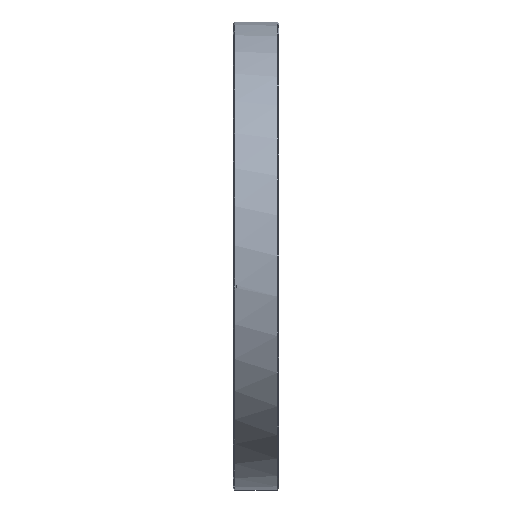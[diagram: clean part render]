
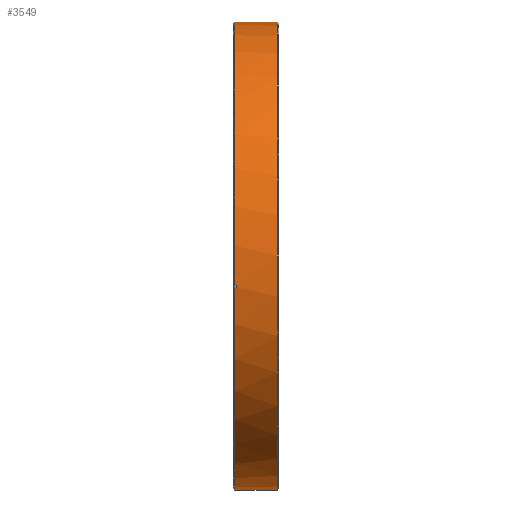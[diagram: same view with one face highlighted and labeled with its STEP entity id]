
A CAD part, front view. The second image highlights one B-rep face of the part: STEP entity #3549.
In plain terms, the highlighted cylindrical face has radius 126.619 mm (diameter 253.238 mm), a partial arc.
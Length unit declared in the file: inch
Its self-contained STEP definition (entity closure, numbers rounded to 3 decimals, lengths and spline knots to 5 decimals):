
#65 = CARTESIAN_POINT ( 'NONE',  ( 0.94, 0., -4.985 ) ) ;
#129 = AXIS2_PLACEMENT_3D ( 'NONE', #2770, #4636, #1489 ) ;
#149 = DIRECTION ( 'NONE',  ( 1., 0., 0. ) ) ;
#177 = CIRCLE ( 'NONE', #2511, 4.985 ) ;
#238 = VERTEX_POINT ( 'NONE', #2410 ) ;
#270 = LINE ( 'NONE', #3956, #2069 ) ;
#278 = VERTEX_POINT ( 'NONE', #65 ) ;
#414 = DIRECTION ( 'NONE',  ( -1., 0., 0. ) ) ;
#581 = EDGE_CURVE ( 'NONE', #4351, #5844, #2076, .T. ) ;
#598 = CYLINDRICAL_SURFACE ( 'NONE', #4537, 4.985 ) ;
#710 = AXIS2_PLACEMENT_3D ( 'NONE', #964, #414, #4568 ) ;
#731 = CARTESIAN_POINT ( 'NONE',  ( 0.062, -4.93821, -0.6814 ) ) ;
#912 = EDGE_CURVE ( 'NONE', #3774, #2992, #3498, .T. ) ;
#961 = CARTESIAN_POINT ( 'NONE',  ( 0.03, 0., 0. ) ) ;
#964 = CARTESIAN_POINT ( 'NONE',  ( 0.94, 0., 0. ) ) ;
#1002 = CARTESIAN_POINT ( 'NONE',  ( 0.062, -4.93821, -0.6814 ) ) ;
#1080 = LINE ( 'NONE', #4215, #1253 ) ;
#1132 = CARTESIAN_POINT ( 'NONE',  ( 0.03, -4.93821, -0.6814 ) ) ;
#1161 = AXIS2_PLACEMENT_3D ( 'NONE', #961, #5055, #3219 ) ;
#1253 = VECTOR ( 'NONE', #2932, 39.37008 ) ;
#1423 = CARTESIAN_POINT ( 'NONE',  ( 0.03, 0., 4.985 ) ) ;
#1489 = DIRECTION ( 'NONE',  ( 0., 0., 1. ) ) ;
#1656 = ORIENTED_EDGE ( 'NONE', *, *, #1975, .F. ) ;
#1975 = EDGE_CURVE ( 'NONE', #278, #5504, #270, .T. ) ;
#2006 = DIRECTION ( 'NONE',  ( 0., 0., -1. ) ) ;
#2069 = VECTOR ( 'NONE', #2154, 39.37008 ) ;
#2076 = CIRCLE ( 'NONE', #129, 4.985 ) ;
#2134 = EDGE_CURVE ( 'NONE', #278, #3774, #4894, .T. ) ;
#2154 = DIRECTION ( 'NONE',  ( -1., 0., 0. ) ) ;
#2410 = CARTESIAN_POINT ( 'NONE',  ( 0.03, -4.9463, -0.61993 ) ) ;
#2511 = AXIS2_PLACEMENT_3D ( 'NONE', #5339, #149, #2006 ) ;
#2610 = DIRECTION ( 'NONE',  ( -1., 0., 0. ) ) ;
#2621 = ORIENTED_EDGE ( 'NONE', *, *, #5691, .T. ) ;
#2770 = CARTESIAN_POINT ( 'NONE',  ( 0.062, 0., 0. ) ) ;
#2932 = DIRECTION ( 'NONE',  ( -1., 0., 0. ) ) ;
#2967 = CARTESIAN_POINT ( 'NONE',  ( 0., 0., 0. ) ) ;
#2992 = VERTEX_POINT ( 'NONE', #1423 ) ;
#3215 = CARTESIAN_POINT ( 'NONE',  ( 0., 0., 4.985 ) ) ;
#3219 = DIRECTION ( 'NONE',  ( 0., 0., -1. ) ) ;
#3487 = FACE_OUTER_BOUND ( 'NONE', #3583, .T. ) ;
#3498 = LINE ( 'NONE', #3215, #5989 ) ;
#3549 = ADVANCED_FACE ( 'NONE', ( #3487 ), #598, .T. ) ;
#3583 = EDGE_LOOP ( 'NONE', ( #1656, #5880, #3829, #3968, #5818, #6043, #2621, #4296 ) ) ;
#3616 = LINE ( 'NONE', #731, #4264 ) ;
#3774 = VERTEX_POINT ( 'NONE', #5070 ) ;
#3827 = DIRECTION ( 'NONE',  ( -1., 0., 0. ) ) ;
#3829 = ORIENTED_EDGE ( 'NONE', *, *, #912, .T. ) ;
#3956 = CARTESIAN_POINT ( 'NONE',  ( 0., 0., -4.985 ) ) ;
#3968 = ORIENTED_EDGE ( 'NONE', *, *, #5898, .T. ) ;
#3998 = VERTEX_POINT ( 'NONE', #1132 ) ;
#4160 = CARTESIAN_POINT ( 'NONE',  ( 0.062, -4.9463, -0.61993 ) ) ;
#4215 = CARTESIAN_POINT ( 'NONE',  ( 0.062, -4.9463, -0.61993 ) ) ;
#4264 = VECTOR ( 'NONE', #2610, 39.37008 ) ;
#4296 = ORIENTED_EDGE ( 'NONE', *, *, #5593, .T. ) ;
#4351 = VERTEX_POINT ( 'NONE', #1002 ) ;
#4537 = AXIS2_PLACEMENT_3D ( 'NONE', #2967, #3827, #5786 ) ;
#4559 = DIRECTION ( 'NONE',  ( -1., 0., 0. ) ) ;
#4568 = DIRECTION ( 'NONE',  ( 0., 0., 1. ) ) ;
#4636 = DIRECTION ( 'NONE',  ( -1., 0., 0. ) ) ;
#4894 = CIRCLE ( 'NONE', #710, 4.985 ) ;
#5055 = DIRECTION ( 'NONE',  ( 1., 0., 0. ) ) ;
#5056 = CIRCLE ( 'NONE', #1161, 4.985 ) ;
#5070 = CARTESIAN_POINT ( 'NONE',  ( 0.94, 0., 4.985 ) ) ;
#5126 = EDGE_CURVE ( 'NONE', #5844, #238, #1080, .T. ) ;
#5249 = CARTESIAN_POINT ( 'NONE',  ( 0.03, 0., -4.985 ) ) ;
#5339 = CARTESIAN_POINT ( 'NONE',  ( 0.03, 0., 0. ) ) ;
#5504 = VERTEX_POINT ( 'NONE', #5249 ) ;
#5593 = EDGE_CURVE ( 'NONE', #3998, #5504, #177, .T. ) ;
#5691 = EDGE_CURVE ( 'NONE', #4351, #3998, #3616, .T. ) ;
#5786 = DIRECTION ( 'NONE',  ( 0., 0., 1. ) ) ;
#5818 = ORIENTED_EDGE ( 'NONE', *, *, #5126, .F. ) ;
#5844 = VERTEX_POINT ( 'NONE', #4160 ) ;
#5880 = ORIENTED_EDGE ( 'NONE', *, *, #2134, .T. ) ;
#5898 = EDGE_CURVE ( 'NONE', #2992, #238, #5056, .T. ) ;
#5989 = VECTOR ( 'NONE', #4559, 39.37008 ) ;
#6043 = ORIENTED_EDGE ( 'NONE', *, *, #581, .F. ) ;
